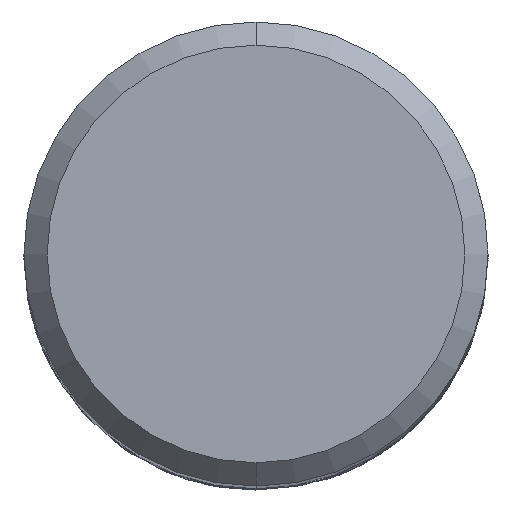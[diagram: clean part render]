
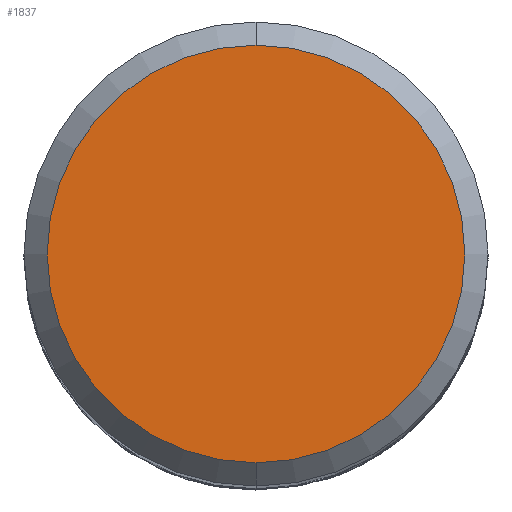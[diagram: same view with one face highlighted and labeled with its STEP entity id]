
A CAD part, top view. The second image highlights one B-rep face of the part: STEP entity #1837.
In plain terms, the highlighted planar face has unit normal (0, 0, 1).
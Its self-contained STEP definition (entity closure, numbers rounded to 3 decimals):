
#1367=EDGE_CURVE('',#2081,#1403,#2884,.T.);
#1403=VERTEX_POINT('',#2922);
#1569=EDGE_CURVE('',#1403,#2081,#3106,.T.);
#1837=ADVANCED_FACE('',(#3398),#3399,.T.);
#2081=VERTEX_POINT('',#3664);
#2884=CIRCLE('',#8709,7.2);
#2922=CARTESIAN_POINT('',(0.,-7.2,0.0));
#3106=CIRCLE('',#11278,7.2);
#3398=FACE_OUTER_BOUND('',#13953,.T.);
#3399=PLANE('',#13954);
#3664=CARTESIAN_POINT('',(0.0,7.2,0.0));
#8709=AXIS2_PLACEMENT_3D('',#19332,#19333,#19334);
#11278=AXIS2_PLACEMENT_3D('',#19575,#19576,#19577);
#13953=EDGE_LOOP('',(#19900,#19901));
#13954=AXIS2_PLACEMENT_3D('',#19902,#19903,#19904);
#19332=CARTESIAN_POINT('',(0.0,0.0,0.0));
#19333=DIRECTION('',(0.0,0.0,-1.0));
#19334=DIRECTION('',(0.0,1.0,0.0));
#19575=CARTESIAN_POINT('',(0.0,0.0,0.0));
#19576=DIRECTION('',(0.0,0.0,-1.0));
#19577=DIRECTION('',(0.0,1.0,0.0));
#19900=ORIENTED_EDGE('',*,*,#1367,.F.);
#19901=ORIENTED_EDGE('',*,*,#1569,.F.);
#19902=CARTESIAN_POINT('',(0.0,3.6,0.0));
#19903=DIRECTION('',(-0.0,0.0,1.0));
#19904=DIRECTION('',(0.0,-1.0,0.0));
